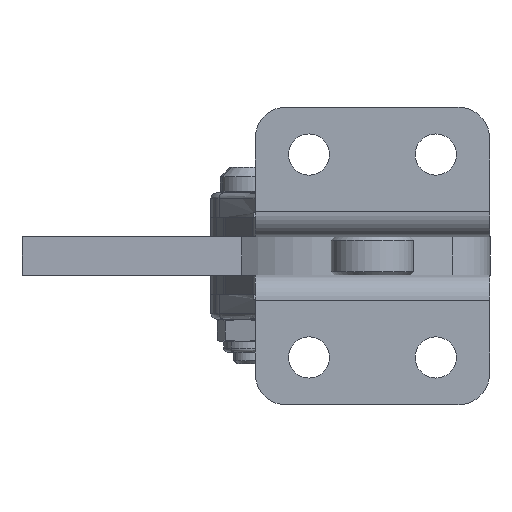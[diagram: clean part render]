
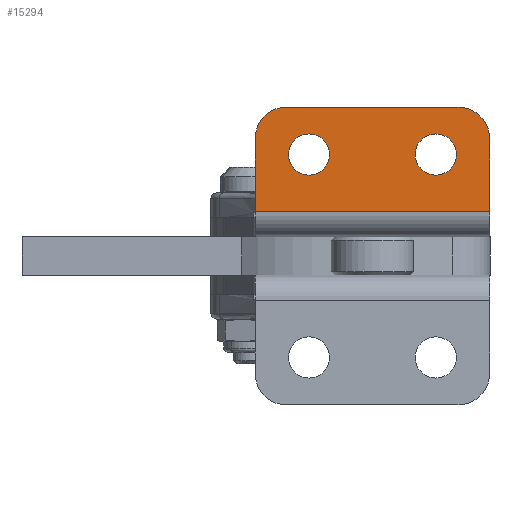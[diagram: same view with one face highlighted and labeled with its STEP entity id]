
A CAD part, front view. The second image highlights one B-rep face of the part: STEP entity #15294.
In plain terms, the highlighted planar face has unit normal (0, -1, 0).
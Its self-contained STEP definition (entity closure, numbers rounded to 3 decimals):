
#117 = CARTESIAN_POINT ( 'NONE',  ( 7.5, -33., 7. ) ) ;
#1046 = ORIENTED_EDGE ( 'NONE', *, *, #3053, .F. ) ;
#1681 = ORIENTED_EDGE ( 'NONE', *, *, #8851, .F. ) ;
#2069 = EDGE_LOOP ( 'NONE', ( #12027, #2251 ) ) ;
#2251 = ORIENTED_EDGE ( 'NONE', *, *, #8171, .F. ) ;
#2555 = CARTESIAN_POINT ( 'NONE',  ( -29.5, -33., 3. ) ) ;
#2571 = AXIS2_PLACEMENT_3D ( 'NONE', #6916, #14484, #8180 ) ;
#2745 = CARTESIAN_POINT ( 'NONE',  ( 7.5, -33., 3. ) ) ;
#3053 = EDGE_CURVE ( 'NONE', #17528, #14714, #19635, .T. ) ;
#3104 = ORIENTED_EDGE ( 'NONE', *, *, #4413, .F. ) ;
#3429 = EDGE_CURVE ( 'NONE', #13351, #18960, #10227, .T. ) ;
#4004 = DIRECTION ( 'NONE',  ( 0., 0., 1. ) ) ;
#4313 = DIRECTION ( 'NONE',  ( 0., 0., 1. ) ) ;
#4413 = EDGE_CURVE ( 'NONE', #14714, #17528, #12362, .T. ) ;
#4478 = DIRECTION ( 'NONE',  ( 0., 0., 1. ) ) ;
#4660 = DIRECTION ( 'NONE',  ( 0., 0., 1. ) ) ;
#4963 = EDGE_CURVE ( 'NONE', #17791, #8747, #18356, .T. ) ;
#5023 = VERTEX_POINT ( 'NONE', #16000 ) ;
#5102 = CARTESIAN_POINT ( 'NONE',  ( -24.5, -33., 23.5 ) ) ;
#5196 = ORIENTED_EDGE ( 'NONE', *, *, #6116, .F. ) ;
#6116 = EDGE_CURVE ( 'NONE', #5023, #9536, #18532, .T. ) ;
#6119 = CARTESIAN_POINT ( 'NONE',  ( -21., -33., 16. ) ) ;
#6644 = AXIS2_PLACEMENT_3D ( 'NONE', #6119, #18235, #10872 ) ;
#6706 = CARTESIAN_POINT ( 'NONE',  ( -21., -33., 12.75 ) ) ;
#6916 = CARTESIAN_POINT ( 'NONE',  ( -24.5, -33., 18.5 ) ) ;
#6961 = AXIS2_PLACEMENT_3D ( 'NONE', #18549, #12114, #4478 ) ;
#7127 = EDGE_CURVE ( 'NONE', #18960, #16822, #15603, .T. ) ;
#7418 = PLANE ( 'NONE',  #11102 ) ;
#7865 = AXIS2_PLACEMENT_3D ( 'NONE', #18401, #9247, #4660 ) ;
#8067 = CARTESIAN_POINT ( 'NONE',  ( 7.5, -33., 18.5 ) ) ;
#8171 = EDGE_CURVE ( 'NONE', #8747, #17791, #19396, .T. ) ;
#8180 = DIRECTION ( 'NONE',  ( 0., 0., 1. ) ) ;
#8747 = VERTEX_POINT ( 'NONE', #6706 ) ;
#8851 = EDGE_CURVE ( 'NONE', #16822, #5023, #17717, .T. ) ;
#8897 = ORIENTED_EDGE ( 'NONE', *, *, #9327, .F. ) ;
#8972 = FACE_BOUND ( 'NONE', #13592, .T. ) ;
#9247 = DIRECTION ( 'NONE',  ( 0., 1., 0. ) ) ;
#9289 = VECTOR ( 'NONE', #10478, 1000. ) ;
#9327 = EDGE_CURVE ( 'NONE', #9536, #12015, #13828, .T. ) ;
#9536 = VERTEX_POINT ( 'NONE', #8067 ) ;
#9605 = CARTESIAN_POINT ( 'NONE',  ( -29.5, -33., 18.5 ) ) ;
#9713 = DIRECTION ( 'NONE',  ( 0., -1., 0. ) ) ;
#10208 = EDGE_CURVE ( 'NONE', #12015, #13351, #11608, .T. ) ;
#10227 = LINE ( 'NONE', #2555, #18619 ) ;
#10478 = DIRECTION ( 'NONE',  ( 0., 0., -1. ) ) ;
#10872 = DIRECTION ( 'NONE',  ( 0., 0., 1. ) ) ;
#11102 = AXIS2_PLACEMENT_3D ( 'NONE', #19755, #16380, #4313 ) ;
#11608 = LINE ( 'NONE', #13813, #17625 ) ;
#11672 = AXIS2_PLACEMENT_3D ( 'NONE', #19090, #9713, #15876 ) ;
#12015 = VERTEX_POINT ( 'NONE', #117 ) ;
#12025 = CARTESIAN_POINT ( 'NONE',  ( -29.5, -33., 7. ) ) ;
#12027 = ORIENTED_EDGE ( 'NONE', *, *, #4963, .F. ) ;
#12114 = DIRECTION ( 'NONE',  ( 0., -1., 0. ) ) ;
#12178 = VECTOR ( 'NONE', #19568, 1000. ) ;
#12362 = CIRCLE ( 'NONE', #13450, 3.25 ) ;
#12894 = CARTESIAN_POINT ( 'NONE',  ( -1., -33., 19.25 ) ) ;
#13010 = FACE_OUTER_BOUND ( 'NONE', #13227, .T. ) ;
#13227 = EDGE_LOOP ( 'NONE', ( #14190, #8897, #5196, #1681, #15400, #17429 ) ) ;
#13351 = VERTEX_POINT ( 'NONE', #12025 ) ;
#13450 = AXIS2_PLACEMENT_3D ( 'NONE', #19121, #17699, #4004 ) ;
#13592 = EDGE_LOOP ( 'NONE', ( #1046, #3104 ) ) ;
#13813 = CARTESIAN_POINT ( 'NONE',  ( 0., -33., 7. ) ) ;
#13828 = LINE ( 'NONE', #2745, #9289 ) ;
#14190 = ORIENTED_EDGE ( 'NONE', *, *, #10208, .F. ) ;
#14484 = DIRECTION ( 'NONE',  ( 0., 1., 0. ) ) ;
#14714 = VERTEX_POINT ( 'NONE', #19525 ) ;
#14932 = DIRECTION ( 'NONE',  ( 0., 0., 1. ) ) ;
#15294 = ADVANCED_FACE ( 'NONE', ( #13010, #18543, #8972 ), #7418, .F. ) ;
#15400 = ORIENTED_EDGE ( 'NONE', *, *, #7127, .F. ) ;
#15603 = CIRCLE ( 'NONE', #2571, 5. ) ;
#15876 = DIRECTION ( 'NONE',  ( 0., 0., 1. ) ) ;
#16000 = CARTESIAN_POINT ( 'NONE',  ( 2.5, -33., 23.5 ) ) ;
#16380 = DIRECTION ( 'NONE',  ( 0., 1., 0. ) ) ;
#16452 = CARTESIAN_POINT ( 'NONE',  ( 100., -33., 23.5 ) ) ;
#16739 = DIRECTION ( 'NONE',  ( -1., 0., 0. ) ) ;
#16822 = VERTEX_POINT ( 'NONE', #5102 ) ;
#17429 = ORIENTED_EDGE ( 'NONE', *, *, #3429, .F. ) ;
#17528 = VERTEX_POINT ( 'NONE', #12894 ) ;
#17625 = VECTOR ( 'NONE', #16739, 1000. ) ;
#17699 = DIRECTION ( 'NONE',  ( 0., -1., 0. ) ) ;
#17717 = LINE ( 'NONE', #16452, #12178 ) ;
#17791 = VERTEX_POINT ( 'NONE', #18316 ) ;
#18235 = DIRECTION ( 'NONE',  ( 0., -1., 0. ) ) ;
#18316 = CARTESIAN_POINT ( 'NONE',  ( -21., -33., 19.25 ) ) ;
#18356 = CIRCLE ( 'NONE', #11672, 3.25 ) ;
#18401 = CARTESIAN_POINT ( 'NONE',  ( 2.5, -33., 18.5 ) ) ;
#18532 = CIRCLE ( 'NONE', #7865, 5. ) ;
#18543 = FACE_BOUND ( 'NONE', #2069, .T. ) ;
#18549 = CARTESIAN_POINT ( 'NONE',  ( -1., -33., 16. ) ) ;
#18619 = VECTOR ( 'NONE', #14932, 1000. ) ;
#18960 = VERTEX_POINT ( 'NONE', #9605 ) ;
#19090 = CARTESIAN_POINT ( 'NONE',  ( -21., -33., 16. ) ) ;
#19121 = CARTESIAN_POINT ( 'NONE',  ( -1., -33., 16. ) ) ;
#19396 = CIRCLE ( 'NONE', #6644, 3.25 ) ;
#19525 = CARTESIAN_POINT ( 'NONE',  ( -1., -33., 12.75 ) ) ;
#19568 = DIRECTION ( 'NONE',  ( 1., 0., 0. ) ) ;
#19635 = CIRCLE ( 'NONE', #6961, 3.25 ) ;
#19755 = CARTESIAN_POINT ( 'NONE',  ( 100., -33., -8.1 ) ) ;
